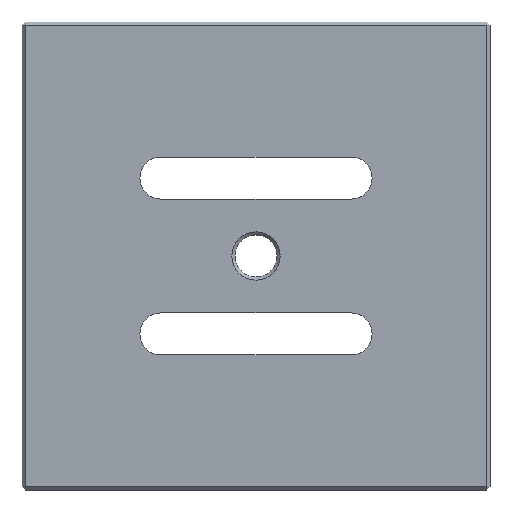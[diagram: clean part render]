
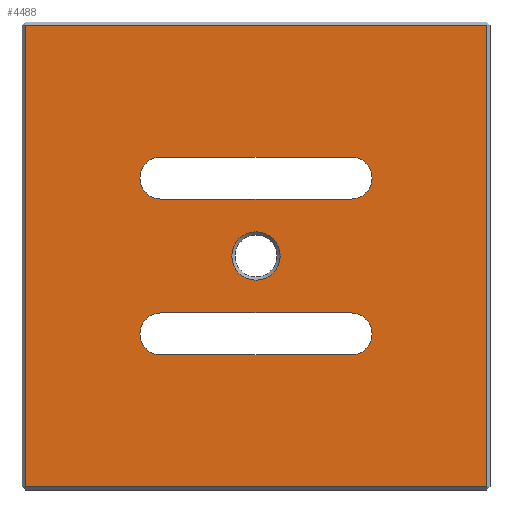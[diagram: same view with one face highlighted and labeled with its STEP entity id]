
A CAD part, front view. The second image highlights one B-rep face of the part: STEP entity #4488.
In plain terms, the highlighted planar face has unit normal (0, -1, 0).
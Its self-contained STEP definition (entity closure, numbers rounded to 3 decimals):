
#58 = VERTEX_POINT ( 'NONE', #6654 ) ;
#93 = EDGE_LOOP ( 'NONE', ( #15091, #11281, #9514, #9860 ) ) ;
#97 = CARTESIAN_POINT ( 'NONE',  ( -41.236, 9.824, -6.273 ) ) ;
#182 = ORIENTED_EDGE ( 'NONE', *, *, #12010, .T. ) ;
#271 = EDGE_CURVE ( 'NONE', #661, #13610, #321, .T. ) ;
#321 = LINE ( 'NONE', #11319, #5703 ) ;
#661 = VERTEX_POINT ( 'NONE', #8595 ) ;
#1173 = CARTESIAN_POINT ( 'NONE',  ( -41.236, 9.824, 11.99 ) ) ;
#1303 = LINE ( 'NONE', #12381, #2549 ) ;
#1390 = FACE_OUTER_BOUND ( 'NONE', #93, .T. ) ;
#1519 = VERTEX_POINT ( 'NONE', #3638 ) ;
#1570 = EDGE_LOOP ( 'NONE', ( #182, #6871, #14677, #6343 ) ) ;
#1680 = EDGE_CURVE ( 'NONE', #17015, #11902, #15575, .T. ) ;
#1713 = CARTESIAN_POINT ( 'NONE',  ( -10.756, 9.824, -6.273 ) ) ;
#2139 = LINE ( 'NONE', #14867, #7519 ) ;
#2377 = VERTEX_POINT ( 'NONE', #12867 ) ;
#2459 = EDGE_CURVE ( 'NONE', #58, #2377, #10678, .T. ) ;
#2534 = CARTESIAN_POINT ( 'NONE',  ( -25.996, 9.824, -1.015 ) ) ;
#2549 = VECTOR ( 'NONE', #4432, 1000. ) ;
#2556 = LINE ( 'NONE', #7803, #10639 ) ;
#2766 = AXIS2_PLACEMENT_3D ( 'NONE', #8183, #4203, #5416 ) ;
#3265 = DIRECTION ( 'NONE',  ( 0., 0., 1. ) ) ;
#3295 = VECTOR ( 'NONE', #7560, 1000. ) ;
#3585 = ORIENTED_EDGE ( 'NONE', *, *, #4640, .F. ) ;
#3638 = CARTESIAN_POINT ( 'NONE',  ( -62.991, 9.824, -34.136 ) ) ;
#3783 = DIRECTION ( 'NONE',  ( 0., 0., 1. ) ) ;
#3862 = DIRECTION ( 'NONE',  ( 0., 1., 0. ) ) ;
#4088 = FACE_BOUND ( 'NONE', #8685, .T. ) ;
#4203 = DIRECTION ( 'NONE',  ( 0., 1., 0. ) ) ;
#4336 = CARTESIAN_POINT ( 'NONE',  ( -10.756, 9.824, -9.638 ) ) ;
#4432 = DIRECTION ( 'NONE',  ( 1., 0., 0. ) ) ;
#4488 = ADVANCED_FACE ( 'NONE', ( #1390, #9895, #14649, #4088 ), #11252, .F. ) ;
#4640 = EDGE_CURVE ( 'NONE', #6228, #2377, #11758, .T. ) ;
#4898 = CIRCLE ( 'NONE', #10160, 3.366 ) ;
#4935 = CARTESIAN_POINT ( 'NONE',  ( -41.236, 9.824, 18.721 ) ) ;
#4942 = EDGE_CURVE ( 'NONE', #6228, #8950, #4898, .T. ) ;
#4965 = VERTEX_POINT ( 'NONE', #1713 ) ;
#5318 = LINE ( 'NONE', #11727, #10282 ) ;
#5416 = DIRECTION ( 'NONE',  ( 0., 0., 1. ) ) ;
#5590 = LINE ( 'NONE', #17100, #7235 ) ;
#5700 = AXIS2_PLACEMENT_3D ( 'NONE', #8632, #16553, #5765 ) ;
#5703 = VECTOR ( 'NONE', #11416, 1000. ) ;
#5765 = DIRECTION ( 'NONE',  ( 0., 0., 1. ) ) ;
#5808 = CARTESIAN_POINT ( 'NONE',  ( -108.644, 9.824, 2.859 ) ) ;
#6095 = CARTESIAN_POINT ( 'NONE',  ( -62.991, 9.824, 39.854 ) ) ;
#6104 = AXIS2_PLACEMENT_3D ( 'NONE', #4336, #8209, #16298 ) ;
#6222 = EDGE_CURVE ( 'NONE', #8381, #13888, #5318, .T. ) ;
#6228 = VERTEX_POINT ( 'NONE', #1173 ) ;
#6343 = ORIENTED_EDGE ( 'NONE', *, *, #14553, .T. ) ;
#6456 = CARTESIAN_POINT ( 'NONE',  ( -41.236, 9.824, -9.638 ) ) ;
#6511 = EDGE_CURVE ( 'NONE', #8950, #58, #5590, .T. ) ;
#6654 = CARTESIAN_POINT ( 'NONE',  ( -10.756, 9.824, 18.721 ) ) ;
#6871 = ORIENTED_EDGE ( 'NONE', *, *, #271, .F. ) ;
#7051 = EDGE_CURVE ( 'NONE', #661, #15694, #12838, .T. ) ;
#7235 = VECTOR ( 'NONE', #10592, 1000. ) ;
#7519 = VECTOR ( 'NONE', #12408, 1000. ) ;
#7560 = DIRECTION ( 'NONE',  ( 1., 0., 0. ) ) ;
#7803 = CARTESIAN_POINT ( 'NONE',  ( -62.991, 9.824, 2.859 ) ) ;
#7804 = AXIS2_PLACEMENT_3D ( 'NONE', #5808, #16415, #3265 ) ;
#7882 = ORIENTED_EDGE ( 'NONE', *, *, #2459, .T. ) ;
#7950 = DIRECTION ( 'NONE',  ( 0., 0., 1. ) ) ;
#8043 = ORIENTED_EDGE ( 'NONE', *, *, #1680, .T. ) ;
#8183 = CARTESIAN_POINT ( 'NONE',  ( -25.996, 9.824, 2.859 ) ) ;
#8209 = DIRECTION ( 'NONE',  ( 0., 1., 0. ) ) ;
#8343 = EDGE_LOOP ( 'NONE', ( #17026, #8043 ) ) ;
#8381 = VERTEX_POINT ( 'NONE', #16818 ) ;
#8595 = CARTESIAN_POINT ( 'NONE',  ( -41.236, 9.824, -13.004 ) ) ;
#8632 = CARTESIAN_POINT ( 'NONE',  ( -25.996, 9.824, 2.859 ) ) ;
#8685 = EDGE_LOOP ( 'NONE', ( #7882, #3585, #12027, #12069 ) ) ;
#8950 = VERTEX_POINT ( 'NONE', #4935 ) ;
#9009 = LINE ( 'NONE', #15713, #12361 ) ;
#9514 = ORIENTED_EDGE ( 'NONE', *, *, #15129, .T. ) ;
#9525 = DIRECTION ( 'NONE',  ( 0., 0., 1. ) ) ;
#9860 = ORIENTED_EDGE ( 'NONE', *, *, #15631, .T. ) ;
#9895 = FACE_BOUND ( 'NONE', #8343, .T. ) ;
#10160 = AXIS2_PLACEMENT_3D ( 'NONE', #13595, #14907, #9525 ) ;
#10282 = VECTOR ( 'NONE', #3783, 1000. ) ;
#10477 = DIRECTION ( 'NONE',  ( -1., 0., 0. ) ) ;
#10592 = DIRECTION ( 'NONE',  ( 1., 0., 0. ) ) ;
#10603 = DIRECTION ( 'NONE',  ( 0., 0., -1. ) ) ;
#10639 = VECTOR ( 'NONE', #10603, 1000. ) ;
#10678 = CIRCLE ( 'NONE', #12142, 3.366 ) ;
#11252 = PLANE ( 'NONE',  #7804 ) ;
#11281 = ORIENTED_EDGE ( 'NONE', *, *, #6222, .T. ) ;
#11319 = CARTESIAN_POINT ( 'NONE',  ( -108.644, 9.824, -13.004 ) ) ;
#11416 = DIRECTION ( 'NONE',  ( 1., 0., 0. ) ) ;
#11727 = CARTESIAN_POINT ( 'NONE',  ( 10.999, 9.824, 40.362 ) ) ;
#11758 = LINE ( 'NONE', #15482, #3295 ) ;
#11771 = CIRCLE ( 'NONE', #6104, 3.366 ) ;
#11883 = AXIS2_PLACEMENT_3D ( 'NONE', #6456, #3862, #13087 ) ;
#11902 = VERTEX_POINT ( 'NONE', #2534 ) ;
#12010 = EDGE_CURVE ( 'NONE', #4965, #13610, #11771, .T. ) ;
#12027 = ORIENTED_EDGE ( 'NONE', *, *, #4942, .T. ) ;
#12069 = ORIENTED_EDGE ( 'NONE', *, *, #6511, .T. ) ;
#12142 = AXIS2_PLACEMENT_3D ( 'NONE', #15924, #14626, #7950 ) ;
#12361 = VECTOR ( 'NONE', #10477, 1000. ) ;
#12381 = CARTESIAN_POINT ( 'NONE',  ( -108.644, 9.824, -6.273 ) ) ;
#12408 = DIRECTION ( 'NONE',  ( 1., 0., 0. ) ) ;
#12527 = CIRCLE ( 'NONE', #5700, 3.873 ) ;
#12838 = CIRCLE ( 'NONE', #11883, 3.366 ) ;
#12867 = CARTESIAN_POINT ( 'NONE',  ( -10.756, 9.824, 11.99 ) ) ;
#13087 = DIRECTION ( 'NONE',  ( 0., 0., 1. ) ) ;
#13281 = CARTESIAN_POINT ( 'NONE',  ( -10.756, 9.824, -13.004 ) ) ;
#13318 = VERTEX_POINT ( 'NONE', #6095 ) ;
#13595 = CARTESIAN_POINT ( 'NONE',  ( -41.236, 9.824, 15.356 ) ) ;
#13610 = VERTEX_POINT ( 'NONE', #13281 ) ;
#13612 = CARTESIAN_POINT ( 'NONE',  ( 10.999, 9.824, 39.854 ) ) ;
#13888 = VERTEX_POINT ( 'NONE', #13612 ) ;
#14217 = EDGE_CURVE ( 'NONE', #1519, #8381, #2139, .T. ) ;
#14545 = CARTESIAN_POINT ( 'NONE',  ( -25.996, 9.824, 6.732 ) ) ;
#14553 = EDGE_CURVE ( 'NONE', #15694, #4965, #1303, .T. ) ;
#14626 = DIRECTION ( 'NONE',  ( 0., 1., 0. ) ) ;
#14649 = FACE_BOUND ( 'NONE', #1570, .T. ) ;
#14677 = ORIENTED_EDGE ( 'NONE', *, *, #7051, .T. ) ;
#14867 = CARTESIAN_POINT ( 'NONE',  ( -108.644, 9.824, -34.136 ) ) ;
#14887 = EDGE_CURVE ( 'NONE', #11902, #17015, #12527, .T. ) ;
#14907 = DIRECTION ( 'NONE',  ( 0., 1., 0. ) ) ;
#15091 = ORIENTED_EDGE ( 'NONE', *, *, #14217, .T. ) ;
#15129 = EDGE_CURVE ( 'NONE', #13888, #13318, #9009, .T. ) ;
#15482 = CARTESIAN_POINT ( 'NONE',  ( -108.644, 9.824, 11.99 ) ) ;
#15575 = CIRCLE ( 'NONE', #2766, 3.873 ) ;
#15631 = EDGE_CURVE ( 'NONE', #13318, #1519, #2556, .T. ) ;
#15694 = VERTEX_POINT ( 'NONE', #97 ) ;
#15713 = CARTESIAN_POINT ( 'NONE',  ( -63.499, 9.824, 39.854 ) ) ;
#15924 = CARTESIAN_POINT ( 'NONE',  ( -10.756, 9.824, 15.356 ) ) ;
#16298 = DIRECTION ( 'NONE',  ( 0., 0., 1. ) ) ;
#16415 = DIRECTION ( 'NONE',  ( 0., 1., 0. ) ) ;
#16553 = DIRECTION ( 'NONE',  ( 0., 1., 0. ) ) ;
#16818 = CARTESIAN_POINT ( 'NONE',  ( 10.999, 9.824, -34.136 ) ) ;
#17015 = VERTEX_POINT ( 'NONE', #14545 ) ;
#17026 = ORIENTED_EDGE ( 'NONE', *, *, #14887, .T. ) ;
#17100 = CARTESIAN_POINT ( 'NONE',  ( -108.644, 9.824, 18.721 ) ) ;
